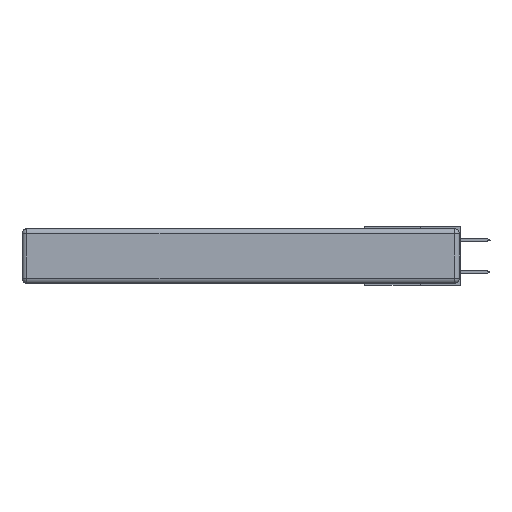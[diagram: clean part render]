
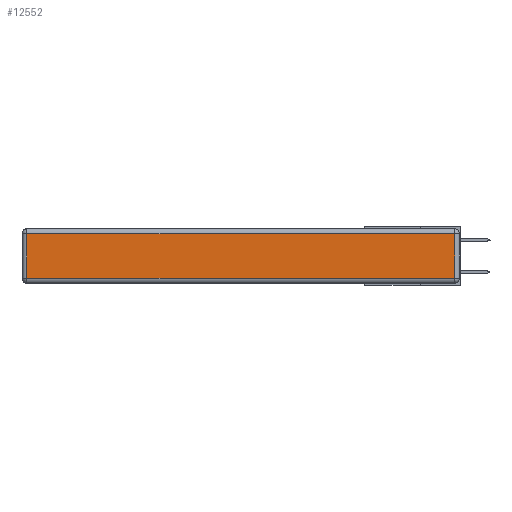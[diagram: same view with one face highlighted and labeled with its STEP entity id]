
A CAD part, left-side view. The second image highlights one B-rep face of the part: STEP entity #12552.
In plain terms, the highlighted planar face has unit normal (-1, 0, 0).
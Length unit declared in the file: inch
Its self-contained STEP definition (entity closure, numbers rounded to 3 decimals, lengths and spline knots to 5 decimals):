
#880 = CARTESIAN_POINT ( 'NONE',  ( 0., 0., -0.343 ) ) ;
#2737 = CARTESIAN_POINT ( 'NONE',  ( 0., 0.03, -0.343 ) ) ;
#4487 = EDGE_CURVE ( 'NONE', #21876, #14933, #8797, .T. ) ;
#4885 = ORIENTED_EDGE ( 'NONE', *, *, #21207, .T. ) ;
#5916 = CARTESIAN_POINT ( 'NONE',  ( 0., 2.72, -0.313 ) ) ;
#6930 = DIRECTION ( 'NONE',  ( 0., 0., 1. ) ) ;
#8792 = ORIENTED_EDGE ( 'NONE', *, *, #24052, .T. ) ;
#8797 = LINE ( 'NONE', #21573, #21775 ) ;
#9113 = VECTOR ( 'NONE', #6930, 39.37008 ) ;
#9900 = CARTESIAN_POINT ( 'NONE',  ( 0., 0.03, -0.03 ) ) ;
#12197 = DIRECTION ( 'NONE',  ( 0., 0., 1. ) ) ;
#12552 = ADVANCED_FACE ( 'NONE', ( #14649 ), #22798, .T. ) ;
#13896 = VECTOR ( 'NONE', #20582, 39.37008 ) ;
#13941 = CARTESIAN_POINT ( 'NONE',  ( 0., 2.72, -0.343 ) ) ;
#14649 = FACE_OUTER_BOUND ( 'NONE', #19495, .T. ) ;
#14933 = VERTEX_POINT ( 'NONE', #24690 ) ;
#15153 = VERTEX_POINT ( 'NONE', #9900 ) ;
#16555 = DIRECTION ( 'NONE',  ( 0., 1., 0. ) ) ;
#16887 = ORIENTED_EDGE ( 'NONE', *, *, #25246, .T. ) ;
#17134 = CARTESIAN_POINT ( 'NONE',  ( 0., 2.72, -0.03 ) ) ;
#19072 = LINE ( 'NONE', #25017, #24237 ) ;
#19495 = EDGE_LOOP ( 'NONE', ( #19991, #4885, #8792, #16887 ) ) ;
#19991 = ORIENTED_EDGE ( 'NONE', *, *, #4487, .T. ) ;
#20582 = DIRECTION ( 'NONE',  ( 0., 0., -1. ) ) ;
#20712 = LINE ( 'NONE', #2737, #9113 ) ;
#21207 = EDGE_CURVE ( 'NONE', #14933, #15153, #20712, .T. ) ;
#21573 = CARTESIAN_POINT ( 'NONE',  ( 0., 0., -0.313 ) ) ;
#21775 = VECTOR ( 'NONE', #28092, 39.37008 ) ;
#21876 = VERTEX_POINT ( 'NONE', #5916 ) ;
#22411 = VERTEX_POINT ( 'NONE', #17134 ) ;
#22798 = PLANE ( 'NONE',  #25834 ) ;
#24052 = EDGE_CURVE ( 'NONE', #15153, #22411, #19072, .T. ) ;
#24237 = VECTOR ( 'NONE', #16555, 39.37008 ) ;
#24690 = CARTESIAN_POINT ( 'NONE',  ( 0., 0.03, -0.313 ) ) ;
#25017 = CARTESIAN_POINT ( 'NONE',  ( 0., 2.75, -0.03 ) ) ;
#25246 = EDGE_CURVE ( 'NONE', #22411, #21876, #28241, .T. ) ;
#25834 = AXIS2_PLACEMENT_3D ( 'NONE', #880, #27368, #12197 ) ;
#27368 = DIRECTION ( 'NONE',  ( -1., 0., 0. ) ) ;
#28092 = DIRECTION ( 'NONE',  ( 0., -1., 0. ) ) ;
#28241 = LINE ( 'NONE', #13941, #13896 ) ;
